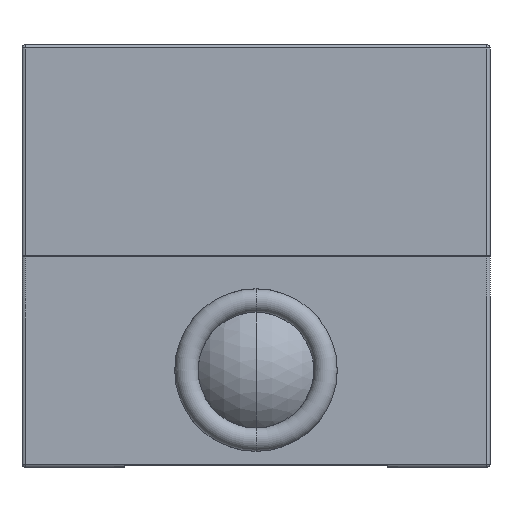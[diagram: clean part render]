
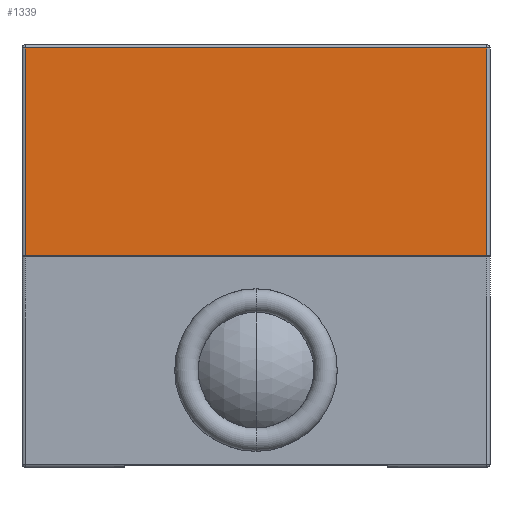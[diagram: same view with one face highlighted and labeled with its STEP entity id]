
A CAD part, front view. The second image highlights one B-rep face of the part: STEP entity #1339.
In plain terms, the highlighted planar face has unit normal (0, -1, 0).
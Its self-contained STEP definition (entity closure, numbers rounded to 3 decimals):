
#265 = VECTOR ( 'NONE', #2756, 1000. ) ;
#269 = CARTESIAN_POINT ( 'NONE',  ( 35.5, -138.5, 32.5 ) ) ;
#305 = VERTEX_POINT ( 'NONE', #3605 ) ;
#454 = VERTEX_POINT ( 'NONE', #4218 ) ;
#609 = VERTEX_POINT ( 'NONE', #2398 ) ;
#682 = LINE ( 'NONE', #6480, #6563 ) ;
#862 = DIRECTION ( 'NONE',  ( 0., 0., 1. ) ) ;
#909 = EDGE_LOOP ( 'NONE', ( #7268, #1400, #981, #5383 ) ) ;
#981 = ORIENTED_EDGE ( 'NONE', *, *, #5929, .T. ) ;
#1123 = VECTOR ( 'NONE', #1876, 1000. ) ;
#1244 = FACE_OUTER_BOUND ( 'NONE', #909, .T. ) ;
#1271 = EDGE_CURVE ( 'NONE', #6489, #454, #1793, .T. ) ;
#1292 = CARTESIAN_POINT ( 'NONE',  ( -36., -138.5, 0.1 ) ) ;
#1339 = ADVANCED_FACE ( 'NONE', ( #1244 ), #6760, .F. ) ;
#1400 = ORIENTED_EDGE ( 'NONE', *, *, #3757, .T. ) ;
#1562 = CARTESIAN_POINT ( 'NONE',  ( -35.5, -138.5, 32. ) ) ;
#1686 = DIRECTION ( 'NONE',  ( 0., 1., 0. ) ) ;
#1793 = LINE ( 'NONE', #7201, #265 ) ;
#1876 = DIRECTION ( 'NONE',  ( 1., 0., 0. ) ) ;
#2398 = CARTESIAN_POINT ( 'NONE',  ( 35.5, -138.5, 32. ) ) ;
#2740 = AXIS2_PLACEMENT_3D ( 'NONE', #6215, #1686, #3389 ) ;
#2756 = DIRECTION ( 'NONE',  ( 0., 0., -1. ) ) ;
#3389 = DIRECTION ( 'NONE',  ( 0., 0., 1. ) ) ;
#3587 = VECTOR ( 'NONE', #862, 1000. ) ;
#3605 = CARTESIAN_POINT ( 'NONE',  ( 35.5, -138.5, 0.1 ) ) ;
#3757 = EDGE_CURVE ( 'NONE', #305, #609, #6637, .T. ) ;
#4218 = CARTESIAN_POINT ( 'NONE',  ( -35.5, -138.5, 0.1 ) ) ;
#4266 = EDGE_CURVE ( 'NONE', #454, #305, #5635, .T. ) ;
#4803 = DIRECTION ( 'NONE',  ( -1., 0., 0. ) ) ;
#5383 = ORIENTED_EDGE ( 'NONE', *, *, #1271, .T. ) ;
#5635 = LINE ( 'NONE', #1292, #1123 ) ;
#5929 = EDGE_CURVE ( 'NONE', #609, #6489, #682, .T. ) ;
#6215 = CARTESIAN_POINT ( 'NONE',  ( -36., -138.5, 32.5 ) ) ;
#6480 = CARTESIAN_POINT ( 'NONE',  ( -36., -138.5, 32. ) ) ;
#6489 = VERTEX_POINT ( 'NONE', #1562 ) ;
#6563 = VECTOR ( 'NONE', #4803, 1000. ) ;
#6637 = LINE ( 'NONE', #269, #3587 ) ;
#6760 = PLANE ( 'NONE',  #2740 ) ;
#7201 = CARTESIAN_POINT ( 'NONE',  ( -35.5, -138.5, 32.5 ) ) ;
#7268 = ORIENTED_EDGE ( 'NONE', *, *, #4266, .T. ) ;
